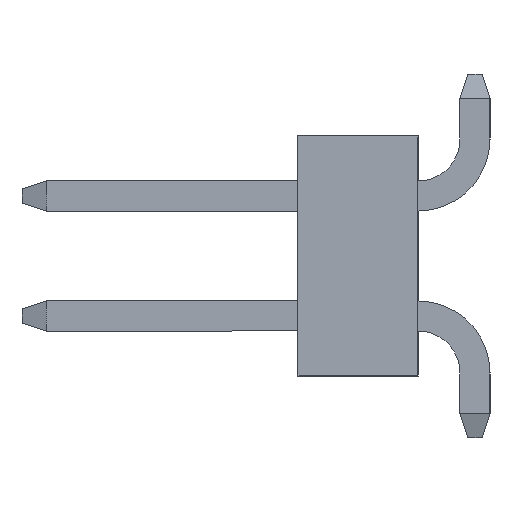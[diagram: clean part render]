
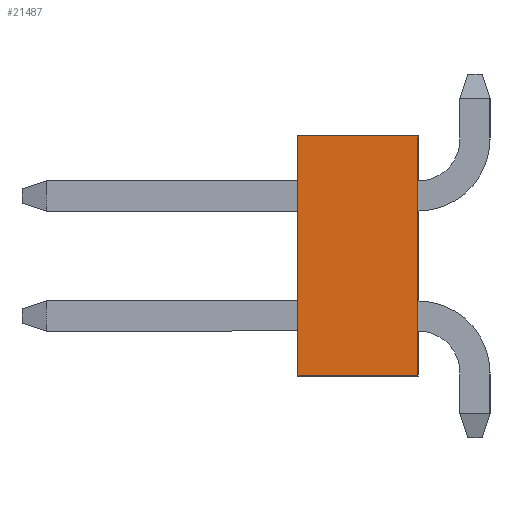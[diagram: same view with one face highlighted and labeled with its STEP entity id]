
A CAD part, left-side view. The second image highlights one B-rep face of the part: STEP entity #21487.
In plain terms, the highlighted planar face has unit normal (-1, 0, 0).
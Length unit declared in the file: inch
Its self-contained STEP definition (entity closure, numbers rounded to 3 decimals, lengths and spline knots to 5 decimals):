
#253 = CARTESIAN_POINT ( 'NONE',  ( -0.9, 0.16, -0.1 ) ) ;
#3895 = DIRECTION ( 'NONE',  ( 0., 0., -1. ) ) ;
#4762 = DIRECTION ( 'NONE',  ( 1., 0., 0. ) ) ;
#5746 = ORIENTED_EDGE ( 'NONE', *, *, #15270, .T. ) ;
#6359 = CARTESIAN_POINT ( 'NONE',  ( -0.9, 0.06, 0.1 ) ) ;
#6697 = CARTESIAN_POINT ( 'NONE',  ( -0.9, 0.06, -0.1 ) ) ;
#9000 = VECTOR ( 'NONE', #12958, 39.37008 ) ;
#10319 = VERTEX_POINT ( 'NONE', #6359 ) ;
#10813 = CARTESIAN_POINT ( 'NONE',  ( -0.9, 0.06, 0.1 ) ) ;
#12958 = DIRECTION ( 'NONE',  ( 0., -1., 0. ) ) ;
#14063 = CARTESIAN_POINT ( 'NONE',  ( -0.9, 0.16, 0.1 ) ) ;
#14579 = DIRECTION ( 'NONE',  ( 0., 0., 1. ) ) ;
#15270 = EDGE_CURVE ( 'NONE', #17176, #10319, #44262, .T. ) ;
#15485 = CARTESIAN_POINT ( 'NONE',  ( -0.9, 0.16, 0.1 ) ) ;
#16745 = ORIENTED_EDGE ( 'NONE', *, *, #26528, .F. ) ;
#17176 = VERTEX_POINT ( 'NONE', #6697 ) ;
#18157 = PLANE ( 'NONE',  #21754 ) ;
#21355 = EDGE_CURVE ( 'NONE', #42627, #28854, #34281, .T. ) ;
#21487 = ADVANCED_FACE ( 'NONE', ( #48339 ), #18157, .F. ) ;
#21754 = AXIS2_PLACEMENT_3D ( 'NONE', #26393, #4762, #3895 ) ;
#22195 = ORIENTED_EDGE ( 'NONE', *, *, #21355, .F. ) ;
#23482 = LINE ( 'NONE', #14063, #48795 ) ;
#26047 = VECTOR ( 'NONE', #14579, 39.37008 ) ;
#26393 = CARTESIAN_POINT ( 'NONE',  ( -0.9, 0.16, 0.1 ) ) ;
#26528 = EDGE_CURVE ( 'NONE', #28854, #10319, #23482, .T. ) ;
#26714 = DIRECTION ( 'NONE',  ( 0., 0., 1. ) ) ;
#28854 = VERTEX_POINT ( 'NONE', #45691 ) ;
#31766 = CARTESIAN_POINT ( 'NONE',  ( -0.9, 0.16, -0.1 ) ) ;
#34281 = LINE ( 'NONE', #15485, #48385 ) ;
#41564 = ORIENTED_EDGE ( 'NONE', *, *, #43846, .T. ) ;
#41975 = LINE ( 'NONE', #31766, #9000 ) ;
#42627 = VERTEX_POINT ( 'NONE', #253 ) ;
#43846 = EDGE_CURVE ( 'NONE', #42627, #17176, #41975, .T. ) ;
#44207 = DIRECTION ( 'NONE',  ( 0., -1., 0. ) ) ;
#44262 = LINE ( 'NONE', #10813, #26047 ) ;
#45691 = CARTESIAN_POINT ( 'NONE',  ( -0.9, 0.16, 0.1 ) ) ;
#46124 = EDGE_LOOP ( 'NONE', ( #5746, #16745, #22195, #41564 ) ) ;
#48339 = FACE_OUTER_BOUND ( 'NONE', #46124, .T. ) ;
#48385 = VECTOR ( 'NONE', #26714, 39.37008 ) ;
#48795 = VECTOR ( 'NONE', #44207, 39.37008 ) ;
